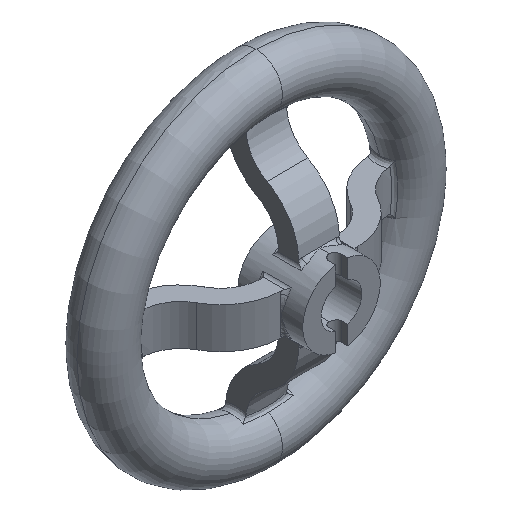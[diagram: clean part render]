
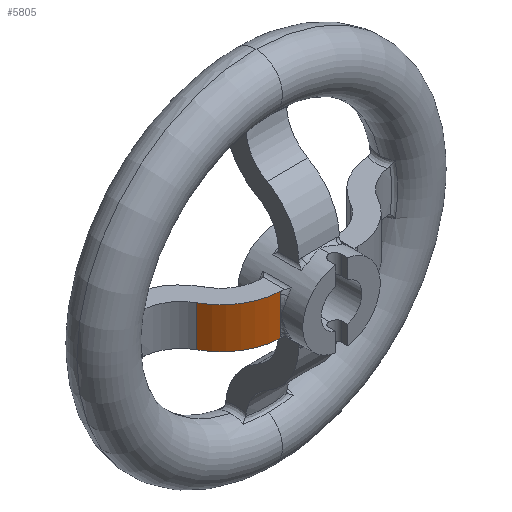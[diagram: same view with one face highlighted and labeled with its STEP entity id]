
A CAD part, isometric view. The second image highlights one B-rep face of the part: STEP entity #5805.
In plain terms, the highlighted cylindrical face has radius 30 mm (diameter 60 mm), a partial arc.
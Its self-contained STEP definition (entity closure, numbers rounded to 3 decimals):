
#56 = DIRECTION ( 'NONE',  ( 0., 0., 1. ) ) ;
#87 = CARTESIAN_POINT ( 'NONE',  ( -18.137, 40.985, -10. ) ) ;
#603 = VERTEX_POINT ( 'NONE', #3642 ) ;
#668 = LINE ( 'NONE', #4061, #5398 ) ;
#670 = ORIENTED_EDGE ( 'NONE', *, *, #5274, .F. ) ;
#895 = VERTEX_POINT ( 'NONE', #2943 ) ;
#1162 = ORIENTED_EDGE ( 'NONE', *, *, #1266, .F. ) ;
#1266 = EDGE_CURVE ( 'NONE', #603, #4709, #4047, .T. ) ;
#1272 = EDGE_CURVE ( 'NONE', #895, #603, #4249, .T. ) ;
#1320 = VERTEX_POINT ( 'NONE', #5579 ) ;
#1465 = DIRECTION ( 'NONE',  ( 0., 0., -1. ) ) ;
#1474 = DIRECTION ( 'NONE',  ( 1., 0., 0. ) ) ;
#1483 = CARTESIAN_POINT ( 'NONE',  ( -19.082, 11., 10. ) ) ;
#1731 = LINE ( 'NONE', #3242, #1867 ) ;
#1840 = AXIS2_PLACEMENT_3D ( 'NONE', #87, #56, #1474 ) ;
#1862 = VECTOR ( 'NONE', #1465, 1000. ) ;
#1867 = VECTOR ( 'NONE', #2405, 1000. ) ;
#2082 = CYLINDRICAL_SURFACE ( 'NONE', #5147, 30. ) ;
#2258 = DIRECTION ( 'NONE',  ( 0., 0., -1. ) ) ;
#2378 = EDGE_LOOP ( 'NONE', ( #4319, #670, #4633, #1162, #5131, #2967 ) ) ;
#2405 = DIRECTION ( 'NONE',  ( 0., 0., -1. ) ) ;
#2596 = EDGE_CURVE ( 'NONE', #4478, #5275, #4317, .T. ) ;
#2834 = DIRECTION ( 'NONE',  ( 0., 0., 1. ) ) ;
#2943 = CARTESIAN_POINT ( 'NONE',  ( -44.46, 26.594, 10. ) ) ;
#2967 = ORIENTED_EDGE ( 'NONE', *, *, #5513, .T. ) ;
#3133 = CARTESIAN_POINT ( 'NONE',  ( -19.082, 11., -10. ) ) ;
#3242 = CARTESIAN_POINT ( 'NONE',  ( -44.46, 26.594, 10. ) ) ;
#3618 = CARTESIAN_POINT ( 'NONE',  ( -19.082, 11., 10. ) ) ;
#3642 = CARTESIAN_POINT ( 'NONE',  ( -19.082, 11., 10. ) ) ;
#3661 = CARTESIAN_POINT ( 'NONE',  ( -18.137, 40.985, 10. ) ) ;
#4047 = LINE ( 'NONE', #1483, #1862 ) ;
#4053 = DIRECTION ( 'NONE',  ( 0., 0., -1. ) ) ;
#4061 = CARTESIAN_POINT ( 'NONE',  ( -19.082, 11., 10. ) ) ;
#4222 = CARTESIAN_POINT ( 'NONE',  ( -44.46, 26.594, -10. ) ) ;
#4249 = CIRCLE ( 'NONE', #4511, 30. ) ;
#4317 = CIRCLE ( 'NONE', #1840, 30. ) ;
#4319 = ORIENTED_EDGE ( 'NONE', *, *, #2596, .T. ) ;
#4478 = VERTEX_POINT ( 'NONE', #4222 ) ;
#4511 = AXIS2_PLACEMENT_3D ( 'NONE', #5031, #2834, #5107 ) ;
#4604 = VECTOR ( 'NONE', #4053, 1000. ) ;
#4633 = ORIENTED_EDGE ( 'NONE', *, *, #5195, .F. ) ;
#4709 = VERTEX_POINT ( 'NONE', #5899 ) ;
#4821 = LINE ( 'NONE', #3618, #4604 ) ;
#4972 = DIRECTION ( 'NONE',  ( -1., 0., 0. ) ) ;
#5031 = CARTESIAN_POINT ( 'NONE',  ( -18.137, 40.985, 10. ) ) ;
#5107 = DIRECTION ( 'NONE',  ( 1., 0., 0. ) ) ;
#5131 = ORIENTED_EDGE ( 'NONE', *, *, #1272, .F. ) ;
#5147 = AXIS2_PLACEMENT_3D ( 'NONE', #3661, #5468, #4972 ) ;
#5195 = EDGE_CURVE ( 'NONE', #4709, #1320, #668, .T. ) ;
#5274 = EDGE_CURVE ( 'NONE', #1320, #5275, #4821, .T. ) ;
#5275 = VERTEX_POINT ( 'NONE', #3133 ) ;
#5398 = VECTOR ( 'NONE', #2258, 1000. ) ;
#5468 = DIRECTION ( 'NONE',  ( 0., 0., -1. ) ) ;
#5513 = EDGE_CURVE ( 'NONE', #895, #4478, #1731, .T. ) ;
#5579 = CARTESIAN_POINT ( 'NONE',  ( -19.082, 11., -8.767 ) ) ;
#5805 = ADVANCED_FACE ( 'NONE', ( #5830 ), #2082, .T. ) ;
#5830 = FACE_OUTER_BOUND ( 'NONE', #2378, .T. ) ;
#5899 = CARTESIAN_POINT ( 'NONE',  ( -19.082, 11., 8.767 ) ) ;
